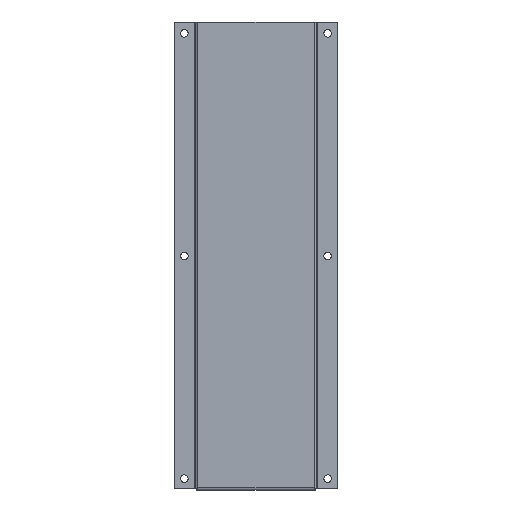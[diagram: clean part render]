
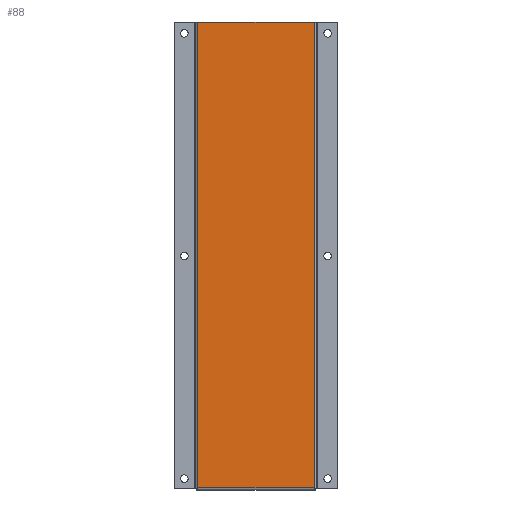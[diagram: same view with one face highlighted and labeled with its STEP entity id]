
A CAD part, front view. The second image highlights one B-rep face of the part: STEP entity #88.
In plain terms, the highlighted planar face has unit normal (0, -1, 0).
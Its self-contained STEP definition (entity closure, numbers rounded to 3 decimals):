
#88 = ADVANCED_FACE( '', ( #206 ), #207, .T. );
#206 = FACE_OUTER_BOUND( '', #351, .T. );
#207 = PLANE( '', #352 );
#351 = EDGE_LOOP( '', ( #621, #622, #623, #624 ) );
#352 = AXIS2_PLACEMENT_3D( '', #625, #626, #627 );
#621 = ORIENTED_EDGE( '', *, *, #910, .T. );
#622 = ORIENTED_EDGE( '', *, *, #911, .F. );
#623 = ORIENTED_EDGE( '', *, *, #912, .F. );
#624 = ORIENTED_EDGE( '', *, *, #913, .T. );
#625 = CARTESIAN_POINT( '', ( 0., 0., 0. ) );
#626 = DIRECTION( '', ( 0., -1., 0. ) );
#627 = DIRECTION( '', ( 0., 0., -1. ) );
#910 = EDGE_CURVE( '', #1082, #1083, #1084, .T. );
#911 = EDGE_CURVE( '', #1085, #1083, #1086, .T. );
#912 = EDGE_CURVE( '', #1087, #1085, #1088, .T. );
#913 = EDGE_CURVE( '', #1087, #1082, #1089, .T. );
#1082 = VERTEX_POINT( '', #1303 );
#1083 = VERTEX_POINT( '', #1304 );
#1084 = LINE( '', #1305, #1306 );
#1085 = VERTEX_POINT( '', #1307 );
#1086 = LINE( '', #1308, #1309 );
#1087 = VERTEX_POINT( '', #1310 );
#1088 = LINE( '', #1311, #1312 );
#1089 = LINE( '', #1313, #1314 );
#1303 = CARTESIAN_POINT( '', ( -49.073, 0., 196.85 ) );
#1304 = CARTESIAN_POINT( '', ( -49.073, 0., -195.123 ) );
#1305 = CARTESIAN_POINT( '', ( -49.073, 0., -195.123 ) );
#1306 = VECTOR( '', #1577, 1000. );
#1307 = CARTESIAN_POINT( '', ( 49.073, 0., -195.123 ) );
#1308 = CARTESIAN_POINT( '', ( 49.073, 0., -195.123 ) );
#1309 = VECTOR( '', #1578, 1000. );
#1310 = CARTESIAN_POINT( '', ( 49.073, 0., 196.85 ) );
#1311 = CARTESIAN_POINT( '', ( 49.073, 0., 196.85 ) );
#1312 = VECTOR( '', #1579, 1000. );
#1313 = CARTESIAN_POINT( '', ( 50.8, 0., 196.85 ) );
#1314 = VECTOR( '', #1580, 1000. );
#1577 = DIRECTION( '', ( 0., 0., -1. ) );
#1578 = DIRECTION( '', ( -1., 0., 0. ) );
#1579 = DIRECTION( '', ( 0., 0., -1. ) );
#1580 = DIRECTION( '', ( -1., 0., 0. ) );
